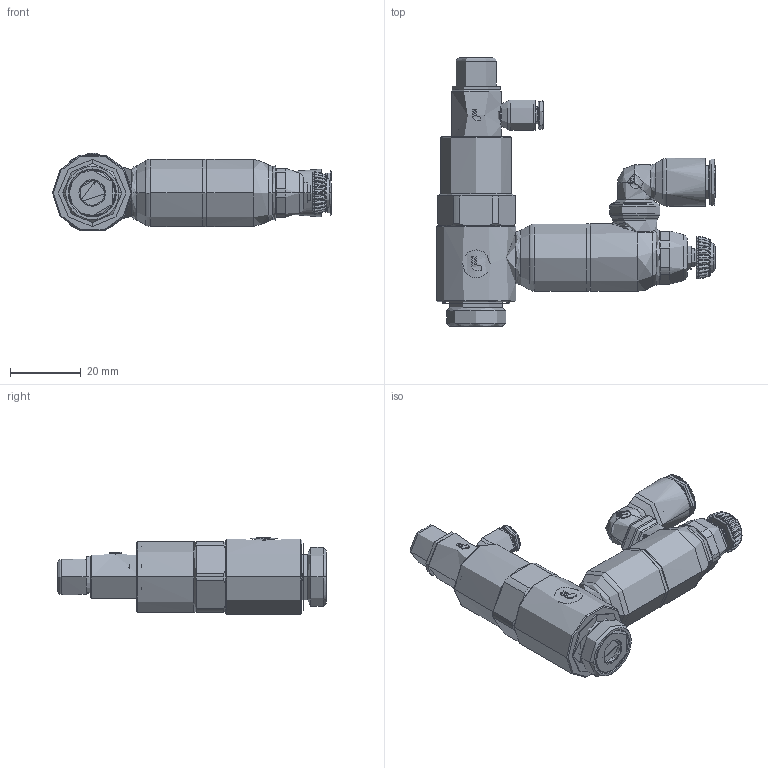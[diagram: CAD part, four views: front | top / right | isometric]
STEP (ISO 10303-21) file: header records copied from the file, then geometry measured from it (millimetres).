
FILE_DESCRIPTION(('STEP AP214'),'1');
FILE_NAME('7894_08_17.stp','2016-07-07T14:56:47',('TraceParts'),('TraceParts S.A.'),'Spatial InterOp 3D',' ',' ');
FILE_SCHEMA(('automotive_design'));
Length unit declared in the file: millimetre
Products named in the file (73): w894-08-17_asm|42102-20_ASM_242#42102-20_ASM|45210_ASM_223#45210_ASM|45240-10_220#45240-10;Solide1; w894-08-17_asm|42102-20_ASM_242#42102-20_ASM|45210_ASM_223#45210_ASM|24029-ASM_221#24029-ASM;Solide1; w894-08-17_asm|42102-20_ASM_242#42102-20_ASM|45210_ASM_223#45210_ASM|45250-10_222#45250-10;Solide1; w894-08-17_asm|42102-20_ASM_242#42102-20_ASM|44108-21_ASM_234#44108-21_ASM|44108-32_231#44108-32;Solide1; w894-08-17_asm|42102-20_ASM_242#42102-20_ASM|44108-21_ASM_234#44108-21_ASM|44108-30_232#44108-30;Solide1; w894-08-17_asm|42102-20_ASM_242#42102-20_ASM|44108-21_ASM_234#44108-21_ASM|44108_233#44108;Solide1; w894-08-17_asm|42102-20_ASM_242#42102-20_ASM|45240-31-REG-POUR-CARP_219#45240-31-REG-POUR-CARP;Solide1; w894-08-17_asm|42102-20_ASM_242#42102-20_ASM|45250-30_224#45250-30;Solide1; w894-08-17_asm|42102-20_ASM_242#42102-20_ASM|45250-40_225#45250-40;Solide1; w894-08-17_asm|42102-20_ASM_242#42102-20_ASM|45250-20_226#45250-20;Solide1; w894-08-17_asm|42102-20_ASM_242#42102-20_ASM|45240-20_227#45240-20;Solide1; w894-08-17_asm|42102-20_ASM_242#42102-20_ASM|45240-20_227#45240-20;Solide2; w894-08-17_asm|42102-20_ASM_242#42102-20_ASM|45240-20_227#45240-20;Solide3; w894-08-17_asm|42102-20_ASM_242#42102-20_ASM|45240-20_227#45240-20;Solide4; w894-08-17_asm|42102-20_ASM_242#42102-20_ASM|45240-20_227#45240-20;Solide5; w894-08-17_asm|42102-20_ASM_242#42102-20_ASM|45240-20_227#45240-20;Solide6; w894-08-17_asm|42102-20_ASM_242#42102-20_ASM|45240-20_227#45240-20;Solide7; w894-08-17_asm|42102-20_ASM_242#42102-20_ASM|45240-20_227#45240-20;Solide8; w894-08-17_asm|42102-20_ASM_242#42102-20_ASM|45240-20_227#45240-20;Solide9; w894-08-17_asm|42102-20_ASM_242#42102-20_ASM|45240-20_227#45240-20;Solide10; w894-08-17_asm|42102-20_ASM_242#42102-20_ASM|45240-20_227#45240-20;Solide11; w894-08-17_asm|42102-20_ASM_242#42102-20_ASM|45240-20_227#45240-20;Solide12; w894-08-17_asm|42102-20_ASM_242#42102-20_ASM|45240-20_227#45240-20;Solide13; w894-08-17_asm|42102-20_ASM_242#42102-20_ASM|45240-20_227#45240-20;Solide14; w894-08-17_asm|42102-20_ASM_242#42102-20_ASM|45240-20_227#45240-20;Solide15; w894-08-17_asm|42102-20_ASM_242#42102-20_ASM|45240-20_227#45240-20;Solide16; w894-08-17_asm|42102-20_ASM_242#42102-20_ASM|45240-20_227#45240-20;Solide17; w894-08-17_asm|42102-20_ASM_242#42102-20_ASM|45240-20_227#45240-20;Solide18; w894-08-17_asm|42102-20_ASM_242#42102-20_ASM|45240-20_227#45240-20;Solide19; w894-08-17_asm|42102-20_ASM_242#42102-20_ASM|45240-20_227#45240-20;Solide20; w894-08-17_asm|42102-20_ASM_242#42102-20_ASM|45240-20_227#45240-20;Solide21; w894-08-17_asm|42102-20_ASM_242#42102-20_ASM|45240-20_227#45240-20;Solide22; w894-08-17_asm|42102-20_ASM_242#42102-20_ASM|45240-20_227#45240-20;Solide23; w894-08-17_asm|42102-20_ASM_242#42102-20_ASM|45240-20_227#45240-20;Solide24; w894-08-17_asm|42102-20_ASM_242#42102-20_ASM|45240-20_227#45240-20;Solide25; w894-08-17_asm|42102-20_ASM_242#42102-20_ASM|45250-11_228#45250-11;Solide1; w894-08-17_asm|42102-20_ASM_242#42102-20_ASM|44508-01_229#44508-01;Solide1; w894-08-17_asm|42102-20_ASM_242#42102-20_ASM|44108-12_230#44108-12;Solide1; w894-08-17_asm|42102-20_ASM_242#42102-20_ASM|44108-40_235#44108-40;Solide1; w894-08-17_asm|42102-20_ASM_242#42102-20_ASM|23270_ASM_236#23270_ASM;Solide1 ...
Bounding box: 78.7 x 75.75 x 21.85 mm (x, y, z)
Volume: 27449.4 mm3; surface area: 38375.1 mm2
Topology: 76 solids, 76 shells, 3293 faces, 8488 edges, 5398 vertices
Faces by surface type: plane 976, cylinder 915, torus 533, cone 440, bspline 364, sphere 65
Full cylindrical faces by diameter (mm): 4.8 x2
Entity records: 159585 total; most frequent: CARTESIAN_POINT 51340, DIRECTION 17221, ORIENTED_EDGE 16940, EDGE_CURVE 8470, AXIS2_PLACEMENT_3D 6900, VERTEX_POINT 5398, CIRCLE 3698, EDGE_LOOP 3496
